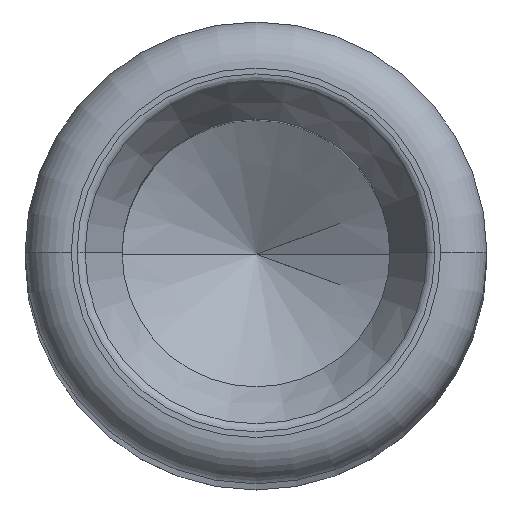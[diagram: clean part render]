
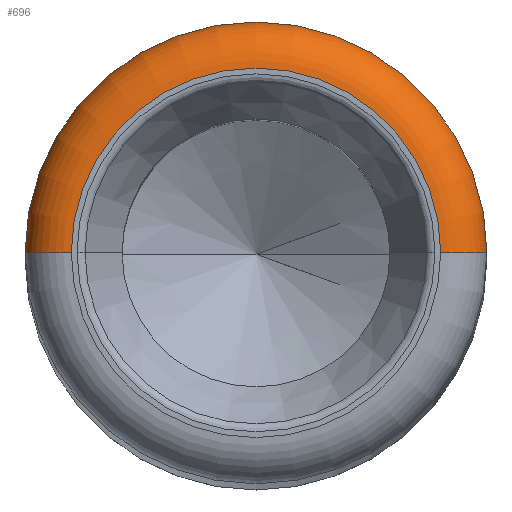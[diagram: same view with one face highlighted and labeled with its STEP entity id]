
A CAD part, top view. The second image highlights one B-rep face of the part: STEP entity #696.
In plain terms, the highlighted toroidal (fillet/blend) face has major radius 10 mm and minor radius 2.5 mm.
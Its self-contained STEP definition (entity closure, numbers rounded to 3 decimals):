
#4 = CARTESIAN_POINT ( 'NONE',  ( -10., 0., 200. ) ) ;
#17 = EDGE_CURVE ( 'NONE', #453, #21, #305, .T. ) ;
#21 = VERTEX_POINT ( 'NONE', #250 ) ;
#32 = VERTEX_POINT ( 'NONE', #4 ) ;
#57 = DIRECTION ( 'NONE',  ( 1., 0., 0. ) ) ;
#67 = EDGE_CURVE ( 'NONE', #21, #752, #507, .T. ) ;
#70 = DIRECTION ( 'NONE',  ( 0., 0., 1. ) ) ;
#104 = EDGE_LOOP ( 'NONE', ( #207, #503, #196, #122 ) ) ;
#108 = EDGE_CURVE ( 'NONE', #752, #32, #183, .T. ) ;
#122 = ORIENTED_EDGE ( 'NONE', *, *, #67, .F. ) ;
#176 = DIRECTION ( 'NONE',  ( 0., 0., 1. ) ) ;
#183 = CIRCLE ( 'NONE', #448, 10. ) ;
#196 = ORIENTED_EDGE ( 'NONE', *, *, #108, .F. ) ;
#198 = CARTESIAN_POINT ( 'NONE',  ( -12.5, 0., 197.5 ) ) ;
#207 = ORIENTED_EDGE ( 'NONE', *, *, #17, .F. ) ;
#239 = DIRECTION ( 'NONE',  ( 0., 0., -1. ) ) ;
#245 = CARTESIAN_POINT ( 'NONE',  ( 0., 0., 197.5 ) ) ;
#250 = CARTESIAN_POINT ( 'NONE',  ( 12.5, 0., 197.5 ) ) ;
#253 = CARTESIAN_POINT ( 'NONE',  ( 0., 0., 200. ) ) ;
#286 = AXIS2_PLACEMENT_3D ( 'NONE', #576, #528, #417 ) ;
#305 = CIRCLE ( 'NONE', #736, 12.5 ) ;
#318 = AXIS2_PLACEMENT_3D ( 'NONE', #245, #176, #577 ) ;
#332 = DIRECTION ( 'NONE',  ( -1., 0., 0. ) ) ;
#356 = CIRCLE ( 'NONE', #585, 2.5 ) ;
#384 = DIRECTION ( 'NONE',  ( 0., 1., 0. ) ) ;
#417 = DIRECTION ( 'NONE',  ( 0., 0., -1. ) ) ;
#448 = AXIS2_PLACEMENT_3D ( 'NONE', #253, #70, #475 ) ;
#453 = VERTEX_POINT ( 'NONE', #198 ) ;
#475 = DIRECTION ( 'NONE',  ( 1., 0., 0. ) ) ;
#486 = EDGE_CURVE ( 'NONE', #453, #32, #356, .T. ) ;
#503 = ORIENTED_EDGE ( 'NONE', *, *, #486, .T. ) ;
#507 = CIRCLE ( 'NONE', #286, 2.5 ) ;
#528 = DIRECTION ( 'NONE',  ( 0., -1., 0. ) ) ;
#576 = CARTESIAN_POINT ( 'NONE',  ( 10., 0., 197.5 ) ) ;
#577 = DIRECTION ( 'NONE',  ( 1., 0., 0. ) ) ;
#579 = CARTESIAN_POINT ( 'NONE',  ( 0., 0., 197.5 ) ) ;
#585 = AXIS2_PLACEMENT_3D ( 'NONE', #737, #384, #332 ) ;
#590 = FACE_OUTER_BOUND ( 'NONE', #104, .T. ) ;
#671 = CARTESIAN_POINT ( 'NONE',  ( 10., 0., 200. ) ) ;
#684 = TOROIDAL_SURFACE ( 'NONE', #318, 10., 2.5 ) ;
#696 = ADVANCED_FACE ( 'NONE', ( #590 ), #684, .T. ) ;
#736 = AXIS2_PLACEMENT_3D ( 'NONE', #579, #239, #57 ) ;
#737 = CARTESIAN_POINT ( 'NONE',  ( -10., 0., 197.5 ) ) ;
#752 = VERTEX_POINT ( 'NONE', #671 ) ;
